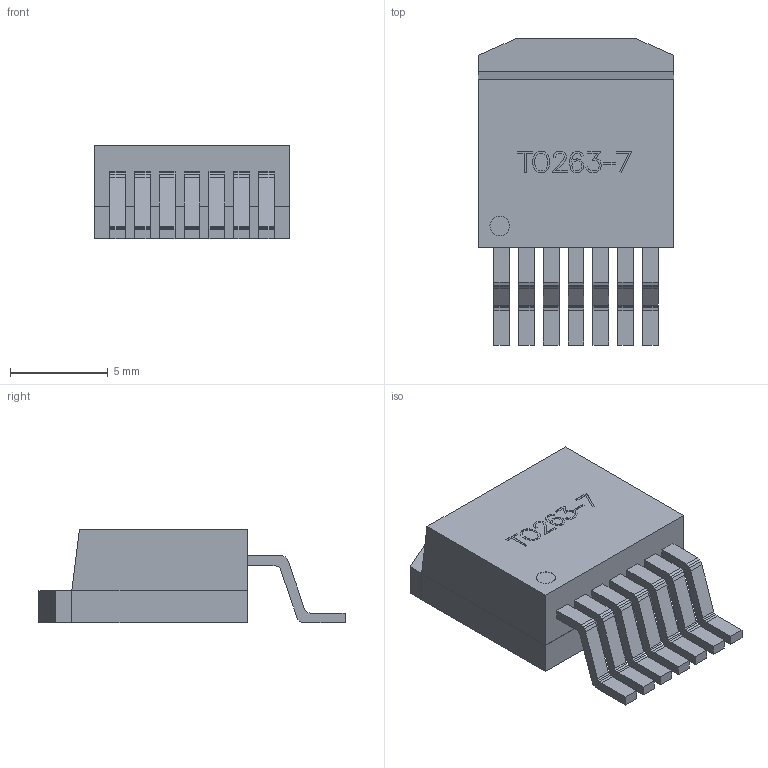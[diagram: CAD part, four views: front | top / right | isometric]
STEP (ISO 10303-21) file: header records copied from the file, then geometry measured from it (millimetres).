
FILE_DESCRIPTION (( 'STEP AP214' ), '1' );
FILE_NAME ('PG-TO263-7-1.STEP', '2020-06-14T14:51:08', ( '' ), ( '' ), 'SwSTEP 2.0', 'SolidWorks 2018', '' );
FILE_SCHEMA (( 'AUTOMOTIVE_DESIGN' ));
Length unit declared in the file: millimetre
Products named in the file (39): User Library-TO263-7-1-1_SW3dPS-TO263-7-1_453496529; User Library-TO263-7-1-1_SW3dPS-TO263-7-1_BODY3; User Library-TO263-7-1-1_SW3dPS-TO263-7-1_453494353; User Library-TO263-7-1-1_SW3dPS-TO263-7-1_Extruded11; User Library-TO263-7-1-1_SW3dPS-TO263-7-1_Board6; User Library-TO263-7-1-1_SW3dPS-TO263-7-1_453495761; User Library-TO263-7-1-1_SW3dPS-TO263-7-1_Extruded21; User Library-TO263-7-1-1_SW3dPS-TO263-7-1_Board9; User Library-TO263-7-1-1_SW3dPS-TO263-7-1_Extruded12; User Library-TO263-7-1-1_SW3dPS-TO263-7-1_Free-Models9; User Library-TO263-7-1-1_SW3dPS-TO263-7-1_PIN1; User Library-TO263-7-1-1_SW3dPS-TO263-7-1_Board5; User Library-TO263-7-1-1_SW3dPS-TO263-7-1_453494737; User Library-TO263-7-1-1_SW3dPS-TO263-7-1_453266289; User Library-TO263-7-1-1_SW3dPS-TO263-7-1_453494225; User Library-TO263-7-1-1_SW3dPS-TO263-7-1_453494993; User Library-TO263-7-1-1_SW3dPS-TO263-7-1_453496657; User Library-TO263-7-1-1_SW3dPS-TO263-7-1_Extruded18; User Library-TO263-7-1-1_SW3dPS-TO263-7-1_Extruded20; User Library-TO263-7-1-1_SW3dPS-TO263-7-1_Free-Models6; User Library-TO263-7-1-1_SW3dPS-TO263-7-1_Board8; User Library-TO263-7-1-1_SW3dPS-TO263-7-1_Extruded14; User Library-TO263-7-1-1_SW3dPS-TO263-7-1_Free-Models5; User Library-TO263-7-1-1_SW3dPS-TO263-7-1_Free-Models7; User Library-TO263-7-1-1_SW3dPS-TO263-7-1_Cylinder1; User Library-TO263-7-1-1_SW3dPS-TO263-7-1_453496017; User Library-TO263-7-1-1_SW3dPS-TO263-7-1_Extruded16; User Library-TO263-7-1-1_SW3dPS-TO263-7-1_Extruded13; User Library-TO263-7-1-1_SW3dPS-TO263-7-1_BODY4; User Library-TO263-7-1-1_SW3dPS-TO263-7-1_453496145; User Library-TO263-7-1-1_SW3dPS-TO263-7-1_453495377; User Library-TO263-7-1-1_SW3dPS-TO263-7-1_453494865; User Library-TO263-7-1-1_SW3dPS-TO263-7-1_BODY5; User Library-TO263-7-1-1_SW3dPS-TO263-7-1_Extruded17; User Library-TO263-7-1-1_SW3dPS-TO263-7-1_Extruded15; User Library-TO263-7-1-1_SW3dPS-TO263-7-1_Extruded19; User Library-TO263-7-1-1_SW3dPS-TO263-7-1_Free-Models8; PG-TO263-7-1; User Library-TO263-7-1-1_SW3dPS-TO263-7-1_Board7
Assembly tree (44 placements, depth 8):
  PG-TO263-7-1
    User Library-TO263-7-1-1_SW3dPS-TO263-7-1_Board8
    User Library-TO263-7-1-1_SW3dPS-TO263-7-1_Free-Models5
      User Library-TO263-7-1-1_SW3dPS-TO263-7-1_BODY3
        User Library-TO263-7-1-1_SW3dPS-TO263-7-1_Free-Models6
          User Library-TO263-7-1-1_SW3dPS-TO263-7-1_BODY4
            User Library-TO263-7-1-1_SW3dPS-TO263-7-1_Board7
            User Library-TO263-7-1-1_SW3dPS-TO263-7-1_Free-Models7
              User Library-TO263-7-1-1_SW3dPS-TO263-7-1_453496017
                User Library-TO263-7-1-1_SW3dPS-TO263-7-1_Extruded15
          User Library-TO263-7-1-1_SW3dPS-TO263-7-1_BODY5
            User Library-TO263-7-1-1_SW3dPS-TO263-7-1_Free-Models8
              User Library-TO263-7-1-1_SW3dPS-TO263-7-1_453494353
                User Library-TO263-7-1-1_SW3dPS-TO263-7-1_Extruded11
              User Library-TO263-7-1-1_SW3dPS-TO263-7-1_453494225
                User Library-TO263-7-1-1_SW3dPS-TO263-7-1_Extruded19
            User Library-TO263-7-1-1_SW3dPS-TO263-7-1_Board5
        User Library-TO263-7-1-1_SW3dPS-TO263-7-1_Board9
      User Library-TO263-7-1-1_SW3dPS-TO263-7-1_453494993
        User Library-TO263-7-1-1_SW3dPS-TO263-7-1_Extruded17
      User Library-TO263-7-1-1_SW3dPS-TO263-7-1_PIN1  x7
        User Library-TO263-7-1-1_SW3dPS-TO263-7-1_Free-Models9
          User Library-TO263-7-1-1_SW3dPS-TO263-7-1_453496145
            User Library-TO263-7-1-1_SW3dPS-TO263-7-1_Extruded14
        User Library-TO263-7-1-1_SW3dPS-TO263-7-1_Board6
      User Library-TO263-7-1-1_SW3dPS-TO263-7-1_453495761
        User Library-TO263-7-1-1_SW3dPS-TO263-7-1_Extruded18
      User Library-TO263-7-1-1_SW3dPS-TO263-7-1_453495377
        User Library-TO263-7-1-1_SW3dPS-TO263-7-1_Extruded20
      User Library-TO263-7-1-1_SW3dPS-TO263-7-1_453496529
        User Library-TO263-7-1-1_SW3dPS-TO263-7-1_Extruded16
      User Library-TO263-7-1-1_SW3dPS-TO263-7-1_453266289
        User Library-TO263-7-1-1_SW3dPS-TO263-7-1_Cylinder1
      User Library-TO263-7-1-1_SW3dPS-TO263-7-1_453494737
        User Library-TO263-7-1-1_SW3dPS-TO263-7-1_Extruded13
      User Library-TO263-7-1-1_SW3dPS-TO263-7-1_453494865
        User Library-TO263-7-1-1_SW3dPS-TO263-7-1_Extruded12
      User Library-TO263-7-1-1_SW3dPS-TO263-7-1_453496657
        User Library-TO263-7-1-1_SW3dPS-TO263-7-1_Extruded21
Bounding box: 10 x 15.67 x 4.8 mm (x, y, z)
Volume: 471 mm3; surface area: 777.3 mm2
Topology: 27 solids, 34 shells, 435 faces, 1130 edges, 756 vertices
Faces by surface type: plane 433, cylinder 2
Entity records: 12080 total; most frequent: CARTESIAN_POINT 1484, ORIENTED_EDGE 1348, DIRECTION 1338, EDGE_CURVE 680, LINE 670, VECTOR 670, VERTEX_POINT 456, UNCERTAINTY_MEASURE_WITH_UNIT 334
